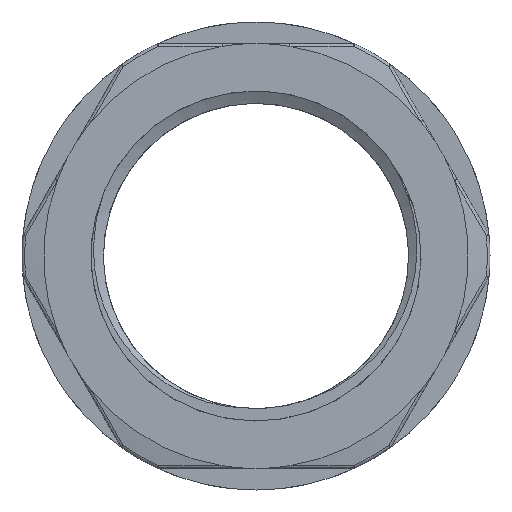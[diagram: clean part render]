
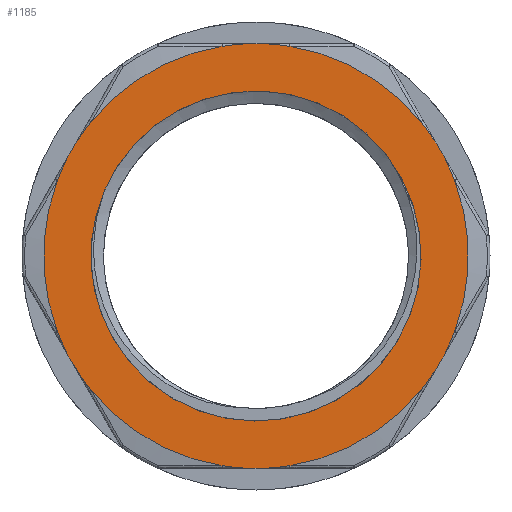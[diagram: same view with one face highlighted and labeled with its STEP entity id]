
A CAD part, left-side view. The second image highlights one B-rep face of the part: STEP entity #1185.
In plain terms, the highlighted planar face has unit normal (-1, 0, 0).
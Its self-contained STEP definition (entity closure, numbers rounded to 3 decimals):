
#41=FACE_BOUND('',#348,.T.);
#56=PLANE('',#1349);
#86=CIRCLE('',#1201,10.101);
#90=CIRCLE('',#1205,13.);
#99=CIRCLE('',#1218,13.);
#103=CIRCLE('',#1225,13.);
#106=CIRCLE('',#1228,13.);
#115=CIRCLE('',#1241,13.);
#118=CIRCLE('',#1247,13.);
#121=CIRCLE('',#1250,13.);
#130=CIRCLE('',#1263,13.);
#133=CIRCLE('',#1269,13.);
#136=CIRCLE('',#1272,13.);
#145=CIRCLE('',#1285,13.);
#148=CIRCLE('',#1291,13.);
#151=CIRCLE('',#1294,13.);
#160=CIRCLE('',#1307,13.);
#163=CIRCLE('',#1313,13.);
#166=CIRCLE('',#1316,13.);
#174=CIRCLE('',#1328,13.);
#177=CIRCLE('',#1334,13.);
#264=FACE_OUTER_BOUND('',#347,.T.);
#347=EDGE_LOOP('',(#1069,#1070,#1071,#1072,#1073,#1074,#1075,#1076,#1077,
#1078,#1079,#1080,#1081,#1082,#1083,#1084,#1085,#1086));
#348=EDGE_LOOP('',(#1087));
#467=VERTEX_POINT('',#2460);
#468=VERTEX_POINT('',#2483);
#472=VERTEX_POINT('',#2527);
#481=VERTEX_POINT('',#2575);
#485=VERTEX_POINT('',#2629);
#486=VERTEX_POINT('',#2655);
#490=VERTEX_POINT('',#2699);
#499=VERTEX_POINT('',#2747);
#501=VERTEX_POINT('',#2819);
#505=VERTEX_POINT('',#2863);
#514=VERTEX_POINT('',#2911);
#516=VERTEX_POINT('',#2983);
#520=VERTEX_POINT('',#3027);
#529=VERTEX_POINT('',#3075);
#531=VERTEX_POINT('',#3147);
#535=VERTEX_POINT('',#3191);
#544=VERTEX_POINT('',#3239);
#548=VERTEX_POINT('',#3349);
#556=VERTEX_POINT('',#3395);
#571=EDGE_CURVE('',#467,#467,#86,.T.);
#577=EDGE_CURVE('',#468,#472,#90,.T.);
#594=EDGE_CURVE('',#472,#481,#99,.T.);
#599=EDGE_CURVE('',#481,#485,#103,.T.);
#605=EDGE_CURVE('',#486,#490,#106,.T.);
#622=EDGE_CURVE('',#490,#499,#115,.T.);
#626=EDGE_CURVE('',#499,#468,#118,.T.);
#631=EDGE_CURVE('',#501,#505,#121,.T.);
#648=EDGE_CURVE('',#505,#514,#130,.T.);
#652=EDGE_CURVE('',#514,#486,#133,.T.);
#657=EDGE_CURVE('',#516,#520,#136,.T.);
#674=EDGE_CURVE('',#520,#529,#145,.T.);
#678=EDGE_CURVE('',#529,#501,#148,.T.);
#683=EDGE_CURVE('',#531,#535,#151,.T.);
#700=EDGE_CURVE('',#535,#544,#160,.T.);
#704=EDGE_CURVE('',#544,#516,#163,.T.);
#708=EDGE_CURVE('',#485,#548,#166,.T.);
#724=EDGE_CURVE('',#548,#556,#174,.T.);
#728=EDGE_CURVE('',#556,#531,#177,.T.);
#1069=ORIENTED_EDGE('',*,*,#674,.F.);
#1070=ORIENTED_EDGE('',*,*,#657,.F.);
#1071=ORIENTED_EDGE('',*,*,#704,.F.);
#1072=ORIENTED_EDGE('',*,*,#700,.F.);
#1073=ORIENTED_EDGE('',*,*,#683,.F.);
#1074=ORIENTED_EDGE('',*,*,#728,.F.);
#1075=ORIENTED_EDGE('',*,*,#724,.F.);
#1076=ORIENTED_EDGE('',*,*,#708,.F.);
#1077=ORIENTED_EDGE('',*,*,#599,.F.);
#1078=ORIENTED_EDGE('',*,*,#594,.F.);
#1079=ORIENTED_EDGE('',*,*,#577,.F.);
#1080=ORIENTED_EDGE('',*,*,#626,.F.);
#1081=ORIENTED_EDGE('',*,*,#622,.F.);
#1082=ORIENTED_EDGE('',*,*,#605,.F.);
#1083=ORIENTED_EDGE('',*,*,#652,.F.);
#1084=ORIENTED_EDGE('',*,*,#648,.F.);
#1085=ORIENTED_EDGE('',*,*,#631,.F.);
#1086=ORIENTED_EDGE('',*,*,#678,.F.);
#1087=ORIENTED_EDGE('',*,*,#571,.T.);
#1185=ADVANCED_FACE('',(#264,#41),#56,.T.);
#1201=AXIS2_PLACEMENT_3D('',#2461,#1367,#1368);
#1205=AXIS2_PLACEMENT_3D('',#2528,#1375,#1376);
#1218=AXIS2_PLACEMENT_3D('',#2619,#1405,#1406);
#1225=AXIS2_PLACEMENT_3D('',#2630,#1420,#1421);
#1228=AXIS2_PLACEMENT_3D('',#2700,#1426,#1427);
#1241=AXIS2_PLACEMENT_3D('',#2791,#1456,#1457);
#1247=AXIS2_PLACEMENT_3D('',#2798,#1469,#1470);
#1250=AXIS2_PLACEMENT_3D('',#2864,#1475,#1476);
#1263=AXIS2_PLACEMENT_3D('',#2955,#1505,#1506);
#1269=AXIS2_PLACEMENT_3D('',#2962,#1518,#1519);
#1272=AXIS2_PLACEMENT_3D('',#3028,#1524,#1525);
#1285=AXIS2_PLACEMENT_3D('',#3119,#1554,#1555);
#1291=AXIS2_PLACEMENT_3D('',#3126,#1567,#1568);
#1294=AXIS2_PLACEMENT_3D('',#3192,#1573,#1574);
#1307=AXIS2_PLACEMENT_3D('',#3283,#1603,#1604);
#1313=AXIS2_PLACEMENT_3D('',#3290,#1616,#1617);
#1316=AXIS2_PLACEMENT_3D('',#3350,#1622,#1623);
#1328=AXIS2_PLACEMENT_3D('',#3439,#1650,#1651);
#1334=AXIS2_PLACEMENT_3D('',#3446,#1663,#1664);
#1349=AXIS2_PLACEMENT_3D('',#3462,#1693,#1694);
#1367=DIRECTION('center_axis',(1.,0.,0.));
#1368=DIRECTION('ref_axis',(0.,0.,-1.));
#1375=DIRECTION('center_axis',(1.,0.,0.));
#1376=DIRECTION('ref_axis',(0.,-1.,0.));
#1405=DIRECTION('center_axis',(1.,0.,0.));
#1406=DIRECTION('ref_axis',(0.,-1.,0.));
#1420=DIRECTION('center_axis',(1.,0.,0.));
#1421=DIRECTION('ref_axis',(0.,-1.,0.));
#1426=DIRECTION('center_axis',(1.,0.,0.));
#1427=DIRECTION('ref_axis',(0.,-1.,0.));
#1456=DIRECTION('center_axis',(1.,0.,0.));
#1457=DIRECTION('ref_axis',(0.,-1.,0.));
#1469=DIRECTION('center_axis',(1.,0.,0.));
#1470=DIRECTION('ref_axis',(0.,-1.,0.));
#1475=DIRECTION('center_axis',(1.,0.,0.));
#1476=DIRECTION('ref_axis',(0.,-1.,0.));
#1505=DIRECTION('center_axis',(1.,0.,0.));
#1506=DIRECTION('ref_axis',(0.,-1.,0.));
#1518=DIRECTION('center_axis',(1.,0.,0.));
#1519=DIRECTION('ref_axis',(0.,-1.,0.));
#1524=DIRECTION('center_axis',(1.,0.,0.));
#1525=DIRECTION('ref_axis',(0.,-1.,0.));
#1554=DIRECTION('center_axis',(1.,0.,0.));
#1555=DIRECTION('ref_axis',(0.,-1.,0.));
#1567=DIRECTION('center_axis',(1.,0.,0.));
#1568=DIRECTION('ref_axis',(0.,-1.,0.));
#1573=DIRECTION('center_axis',(1.,0.,0.));
#1574=DIRECTION('ref_axis',(0.,-1.,0.));
#1603=DIRECTION('center_axis',(1.,0.,0.));
#1604=DIRECTION('ref_axis',(0.,-1.,0.));
#1616=DIRECTION('center_axis',(1.,0.,0.));
#1617=DIRECTION('ref_axis',(0.,-1.,0.));
#1622=DIRECTION('center_axis',(1.,0.,0.));
#1623=DIRECTION('ref_axis',(0.,-1.,0.));
#1650=DIRECTION('center_axis',(1.,0.,0.));
#1651=DIRECTION('ref_axis',(0.,-1.,0.));
#1663=DIRECTION('center_axis',(1.,0.,0.));
#1664=DIRECTION('ref_axis',(0.,-1.,0.));
#1693=DIRECTION('center_axis',(-1.,0.,0.));
#1694=DIRECTION('ref_axis',(0.,0.,1.));
#2460=CARTESIAN_POINT('',(-5.96,8.748,-5.051));
#2461=CARTESIAN_POINT('Origin',(-5.96,0.,0.));
#2483=CARTESIAN_POINT('',(-5.96,-10.073,8.218));
#2527=CARTESIAN_POINT('',(-5.96,-11.258,6.5));
#2528=CARTESIAN_POINT('Origin',(-5.96,0.,0.));
#2575=CARTESIAN_POINT('',(-5.96,-12.153,4.615));
#2619=CARTESIAN_POINT('Origin',(-5.96,0.,0.));
#2629=CARTESIAN_POINT('',(-5.96,-12.153,-4.615));
#2630=CARTESIAN_POINT('Origin',(-5.96,0.,0.));
#2655=CARTESIAN_POINT('',(-5.96,2.08,12.832));
#2699=CARTESIAN_POINT('',(-5.96,0.,13.));
#2700=CARTESIAN_POINT('Origin',(-5.96,0.,0.));
#2747=CARTESIAN_POINT('',(-5.96,-2.08,12.832));
#2791=CARTESIAN_POINT('Origin',(-5.96,0.,0.));
#2798=CARTESIAN_POINT('Origin',(-5.96,0.,0.));
#2819=CARTESIAN_POINT('',(-5.96,12.153,4.615));
#2863=CARTESIAN_POINT('',(-5.96,11.258,6.5));
#2864=CARTESIAN_POINT('Origin',(-5.96,0.,0.));
#2911=CARTESIAN_POINT('',(-5.96,10.073,8.218));
#2955=CARTESIAN_POINT('Origin',(-5.96,0.,0.));
#2962=CARTESIAN_POINT('Origin',(-5.96,0.,0.));
#2983=CARTESIAN_POINT('',(-5.96,10.073,-8.218));
#3027=CARTESIAN_POINT('',(-5.96,11.258,-6.5));
#3028=CARTESIAN_POINT('Origin',(-5.96,0.,0.));
#3075=CARTESIAN_POINT('',(-5.96,12.153,-4.615));
#3119=CARTESIAN_POINT('Origin',(-5.96,0.,0.));
#3126=CARTESIAN_POINT('Origin',(-5.96,0.,0.));
#3147=CARTESIAN_POINT('',(-5.96,-2.08,-12.832));
#3191=CARTESIAN_POINT('',(-5.96,0.,-13.));
#3192=CARTESIAN_POINT('Origin',(-5.96,0.,0.));
#3239=CARTESIAN_POINT('',(-5.96,2.08,-12.832));
#3283=CARTESIAN_POINT('Origin',(-5.96,0.,0.));
#3290=CARTESIAN_POINT('Origin',(-5.96,0.,0.));
#3349=CARTESIAN_POINT('',(-5.96,-11.258,-6.5));
#3350=CARTESIAN_POINT('Origin',(-5.96,0.,0.));
#3395=CARTESIAN_POINT('',(-5.96,-10.073,-8.218));
#3439=CARTESIAN_POINT('Origin',(-5.96,0.,0.));
#3446=CARTESIAN_POINT('Origin',(-5.96,0.,0.));
#3462=CARTESIAN_POINT('Origin',(-5.96,14.32,0.));
